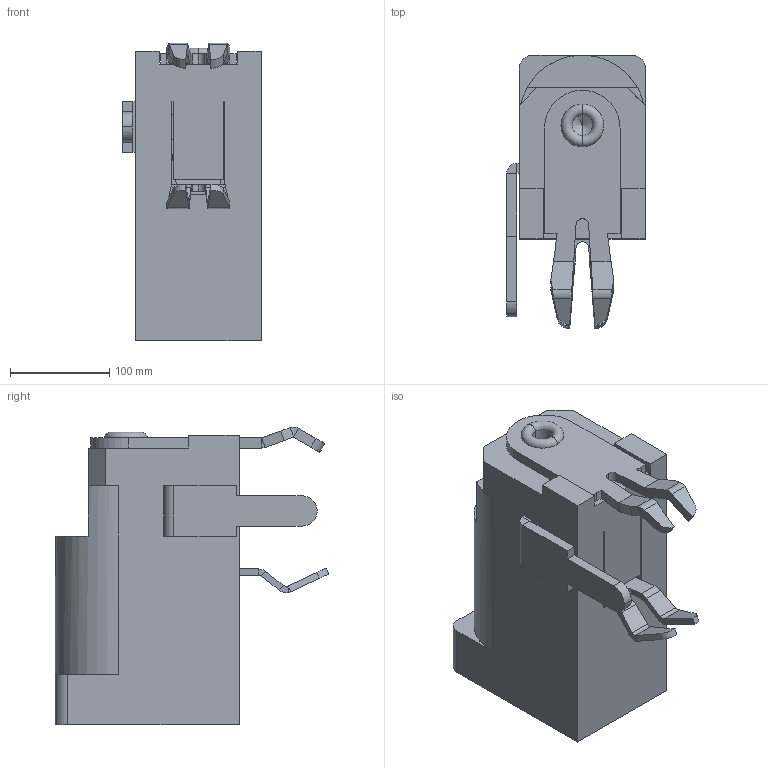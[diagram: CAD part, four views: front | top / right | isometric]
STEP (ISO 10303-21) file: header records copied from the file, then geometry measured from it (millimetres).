
FILE_DESCRIPTION(/* description */ ('Alibre Inc.'),/* implementation_level */ '2;1');
FILE_NAME(/* name */ 'export0',/* time_stamp */ '2015-09-10T18:13:41+09:00',/* author */ (''),/* organization */ (''),/* preprocessor_version */ 'ST-DEVELOPER v12',/* originating_system */ 'Alibre',/* authorisation */ '');
FILE_SCHEMA (('CONFIG_CONTROL_DESIGN'));
Length unit declared in the file: inch
Products named in the file (1): DJ25-CG
Bounding box: 139.7 x 275.82 x 300.58 mm (x, y, z)
Volume: 3796091.8 mm3; surface area: 484492.6 mm2
Topology: 1 solids, 2 shells, 246 faces, 629 edges, 379 vertices
Faces by surface type: plane 156, cylinder 54, bspline 26, sphere 6, torus 2, cone 2
Entity records: 7770 total; most frequent: CARTESIAN_POINT 2186, ORIENTED_EDGE 1244, DIRECTION 926, EDGE_CURVE 622, VECTOR 461, LINE 461, VERTEX_POINT 378, AXIS2_PLACEMENT_3D 307
